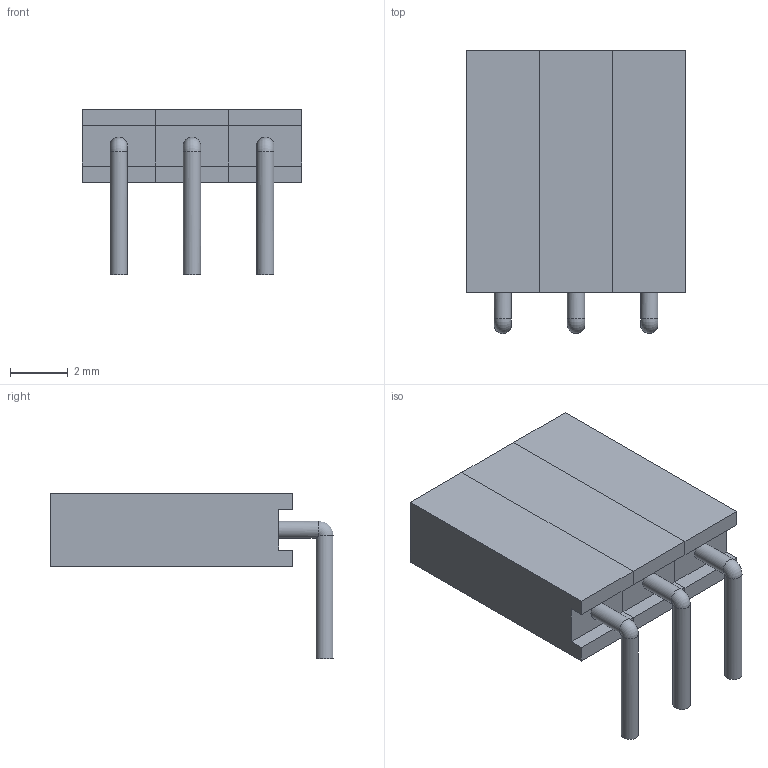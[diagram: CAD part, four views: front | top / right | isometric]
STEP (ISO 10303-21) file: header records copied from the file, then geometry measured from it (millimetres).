
FILE_DESCRIPTION(('STEP AP214'), '1');
FILE_NAME('栖闉罻', '2016-01-15T12:37:27', ('UNSPECIFIED'), ('UNSPECIFIED'), 'ASCON STEP Converter 1.3', 'ASCON Math Kernel', '');
FILE_SCHEMA(('AUTOMOTIVE_DESIGN { 1 0 10303 214 3 1 1}'));
Length unit declared in the file: millimetre
Assembly tree (3 placements, depth 2):
  (unnamed)
    (unnamed)  x3
Bounding box: 7.62 x 9.8 x 5.74 mm (x, y, z)
Volume: 153.1 mm3; surface area: 398.7 mm2
Topology: 3 solids, 3 shells, 225 faces, 591 edges, 384 vertices
Faces by surface type: plane 144, cylinder 78, torus 3
Full cylindrical faces by diameter (mm): 0.6 x6
Entity records: 3027 total; most frequent: CARTESIAN_POINT 403, DIRECTION 402, ORIENTED_EDGE 386, EDGE_CURVE 193, LINE 140, VECTOR 140, AXIS2_PLACEMENT_3D 131, VERTEX_POINT 128
